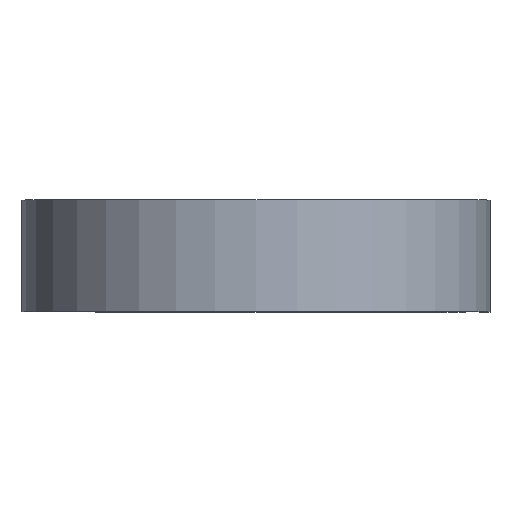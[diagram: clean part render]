
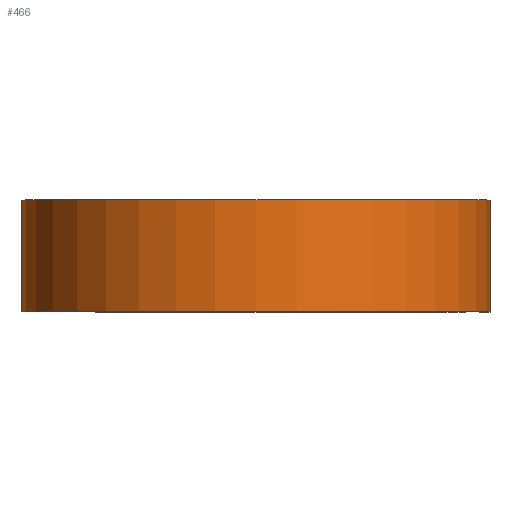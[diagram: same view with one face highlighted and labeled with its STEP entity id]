
A CAD part, top view. The second image highlights one B-rep face of the part: STEP entity #466.
In plain terms, the highlighted cylindrical face has radius 26.619 mm (diameter 53.238 mm), a partial arc.
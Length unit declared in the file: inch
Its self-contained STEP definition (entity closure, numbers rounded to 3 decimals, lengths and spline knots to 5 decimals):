
#8 = CARTESIAN_POINT ( 'NONE',  ( 0., -0.25, -1.048 ) ) ;
#16 = EDGE_CURVE ( 'NONE', #481, #307, #288, .T. ) ;
#45 = AXIS2_PLACEMENT_3D ( 'NONE', #712, #714, #674 ) ;
#51 = EDGE_CURVE ( 'NONE', #596, #481, #208, .T. ) ;
#60 = DIRECTION ( 'NONE',  ( 0., 1., 0. ) ) ;
#72 = CARTESIAN_POINT ( 'NONE',  ( 0., -0.25, 0. ) ) ;
#73 = DIRECTION ( 'NONE',  ( 1., 0., 0. ) ) ;
#113 = CIRCLE ( 'NONE', #457, 1.048 ) ;
#148 = EDGE_CURVE ( 'NONE', #684, #307, #176, .T. ) ;
#169 = VECTOR ( 'NONE', #400, 39.37008 ) ;
#171 = ORIENTED_EDGE ( 'NONE', *, *, #148, .F. ) ;
#176 = LINE ( 'NONE', #417, #169 ) ;
#201 = VECTOR ( 'NONE', #366, 39.37008 ) ;
#208 = LINE ( 'NONE', #296, #201 ) ;
#263 = EDGE_LOOP ( 'NONE', ( #347, #171, #601, #540 ) ) ;
#288 = CIRCLE ( 'NONE', #633, 1.048 ) ;
#296 = CARTESIAN_POINT ( 'NONE',  ( 0., 0.25, -1.048 ) ) ;
#297 = EDGE_CURVE ( 'NONE', #596, #684, #113, .T. ) ;
#307 = VERTEX_POINT ( 'NONE', #612 ) ;
#347 = ORIENTED_EDGE ( 'NONE', *, *, #16, .T. ) ;
#366 = DIRECTION ( 'NONE',  ( 0., -1., 0. ) ) ;
#392 = CARTESIAN_POINT ( 'NONE',  ( 0., 0.25, -1.048 ) ) ;
#400 = DIRECTION ( 'NONE',  ( 0., -1., 0. ) ) ;
#417 = CARTESIAN_POINT ( 'NONE',  ( 1.048, 0.25, 0. ) ) ;
#457 = AXIS2_PLACEMENT_3D ( 'NONE', #588, #537, #529 ) ;
#463 = CARTESIAN_POINT ( 'NONE',  ( 1.048, 0.25, 0. ) ) ;
#466 = ADVANCED_FACE ( 'NONE', ( #719 ), #661, .T. ) ;
#481 = VERTEX_POINT ( 'NONE', #8 ) ;
#529 = DIRECTION ( 'NONE',  ( 1., 0., 0. ) ) ;
#537 = DIRECTION ( 'NONE',  ( 0., 1., 0. ) ) ;
#540 = ORIENTED_EDGE ( 'NONE', *, *, #51, .T. ) ;
#588 = CARTESIAN_POINT ( 'NONE',  ( 0., 0.25, 0. ) ) ;
#596 = VERTEX_POINT ( 'NONE', #392 ) ;
#601 = ORIENTED_EDGE ( 'NONE', *, *, #297, .F. ) ;
#612 = CARTESIAN_POINT ( 'NONE',  ( 1.048, -0.25, 0. ) ) ;
#633 = AXIS2_PLACEMENT_3D ( 'NONE', #72, #60, #73 ) ;
#661 = CYLINDRICAL_SURFACE ( 'NONE', #45, 1.048 ) ;
#674 = DIRECTION ( 'NONE',  ( 0., 0., -1. ) ) ;
#684 = VERTEX_POINT ( 'NONE', #463 ) ;
#712 = CARTESIAN_POINT ( 'NONE',  ( 0., 0.25, 0. ) ) ;
#714 = DIRECTION ( 'NONE',  ( 0., -1., 0. ) ) ;
#719 = FACE_OUTER_BOUND ( 'NONE', #263, .T. ) ;
